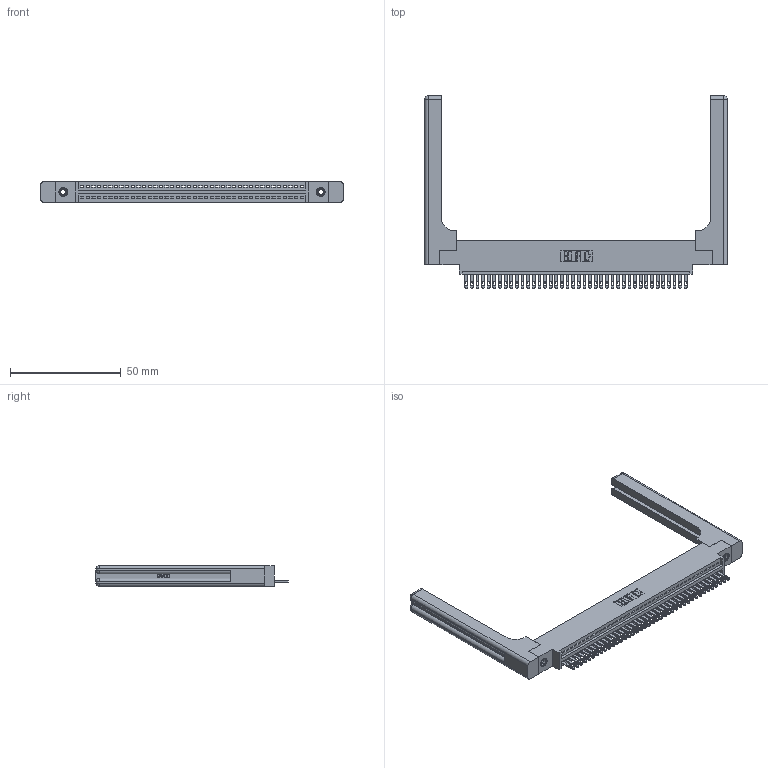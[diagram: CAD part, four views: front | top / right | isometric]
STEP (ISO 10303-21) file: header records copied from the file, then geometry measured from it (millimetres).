
FILE_DESCRIPTION (( 'STEP AP203' ), '1' );
FILE_NAME ('345-040-500-658.STEP', '2019-10-08T08:08:14', ( '' ), ( '' ), 'SwSTEP 2.0', 'SolidWorks 2016', '' );
FILE_SCHEMA (( 'CONFIG_CONTROL_DESIGN' ));
Length unit declared in the file: inch
Products named in the file (5): 345-250-001_345-250-001-102; 345-292-001_345-293-100; 345-040-500-658; 345-220-058_345-220-058; 345 Part_0.170 Offset - 0.156 Dia-TH
Assembly tree (45 placements, depth 2):
  345-040-500-658
    345 Part_0.170 Offset - 0.156 Dia-TH
    345-292-001_345-293-100  x40
    345-250-001_345-250-001-102  x2
    345-220-058_345-220-058  x2
Bounding box: 136.63 x 86.79 x 9.4 mm (x, y, z)
Volume: 21376.9 mm3; surface area: 22600.4 mm2
Topology: 45 solids, 45 shells, 2546 faces, 7739 edges, 5138 vertices
Faces by surface type: plane 1592, cylinder 894, bspline 36, cone 12, sphere 8, torus 4
Entity records: 35618 total; most frequent: CARTESIAN_POINT 7141, ORIENTED_EDGE 5912, DIRECTION 5188, EDGE_CURVE 2956, VECTOR 2568, LINE 2568, VERTEX_POINT 1962, AXIS2_PLACEMENT_3D 1310
